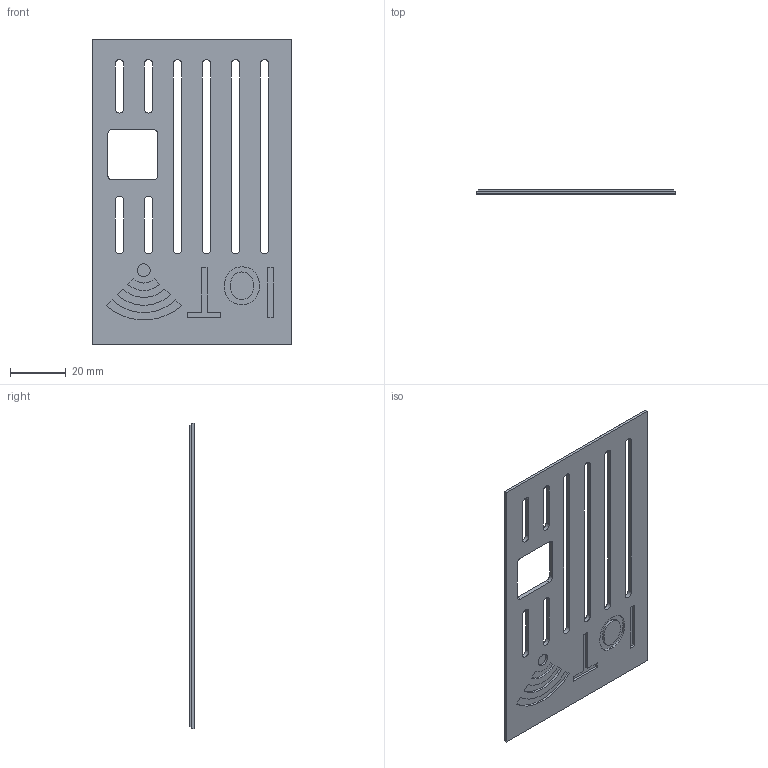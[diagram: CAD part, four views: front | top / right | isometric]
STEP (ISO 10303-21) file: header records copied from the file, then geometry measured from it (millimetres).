
FILE_DESCRIPTION(/* description */ (''),/* implementation_level */ '2;1');
FILE_NAME(/* name */ 'housing_plate_top.stp',/* time_stamp */ '2022-02-12T09:20:54+01:00',/* author */ ('Jan'),/* organization */ (''),/* preprocessor_version */ 'ST-DEVELOPER v17',/* originating_system */ 'Autodesk Inventor 2019',/* authorisation */ '');
FILE_SCHEMA (('AUTOMOTIVE_DESIGN { 1 0 10303 214 3 1 1 }'));
Length unit declared in the file: millimetre
Products named in the file (1): housing_plate_top
Bounding box: 72 x 1.6 x 110 mm (x, y, z)
Volume: 9931.2 mm3; surface area: 15103.7 mm2
Topology: 1 solids, 1 shells, 92 faces, 243 edges, 162 vertices
Faces by surface type: plane 57, cylinder 27, bspline 8
Full cylindrical faces by diameter (mm): 4.56 x1
Entity records: 3020 total; most frequent: CARTESIAN_POINT 658, ORIENTED_EDGE 486, DIRECTION 451, EDGE_CURVE 243, LINE 173, VECTOR 173, VERTEX_POINT 162, AXIS2_PLACEMENT_3D 139
